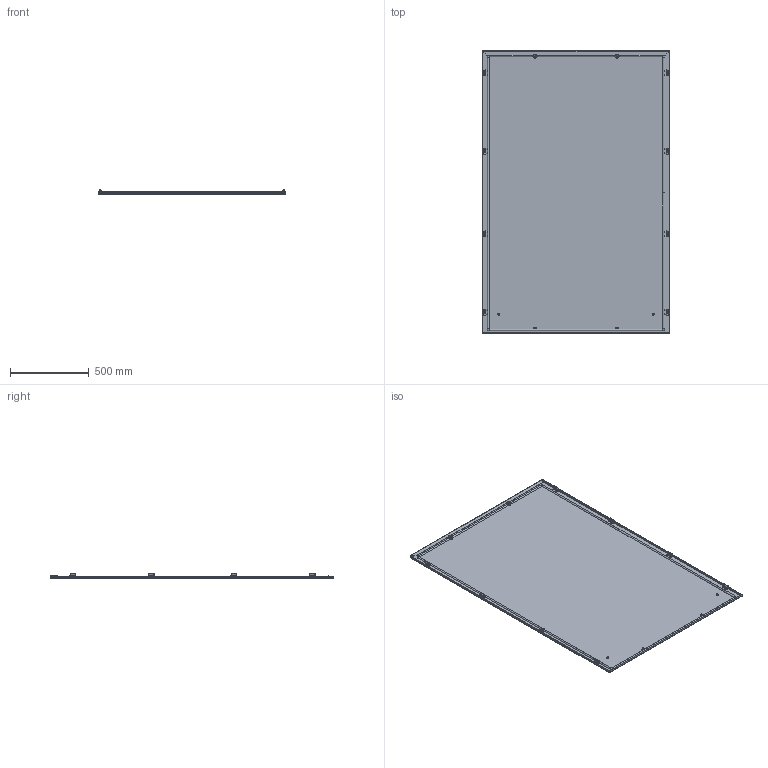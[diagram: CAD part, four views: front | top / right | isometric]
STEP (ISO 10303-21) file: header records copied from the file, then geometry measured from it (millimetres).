
FILE_DESCRIPTION (( 'STEP AP203' ), '1' );
FILE_NAME ('UR41511181240 Ñòåíêà çàäíÿÿ RS52 180.120 (000.801.416-03) .STEP', '2022-04-12T10:39:47', ( '' ), ( '' ), 'SwSTEP 2.0', 'SolidWorks 2017', '' );
FILE_SCHEMA (( 'CONFIG_CONTROL_DESIGN' ));
Length unit declared in the file: millimetre
Products named in the file (9): 029-336 Êðîíøòåéí ñòåíêè çàäíåé LC3; Óïëîòíèòåëü ÏÏÓ äëÿ ñòåíêè çàäíåé LC3_19 (180å120); Øïèëüêà çàçåìëåíèÿ CKF CS_Œ6å16; Âèíò ISO 10642 TX_Œ5å16; Âèíò ISO 7380-2 TX_Œ5å12; 000.132.169 Îñíîâàíèå ñòåíêè çàäíåé RS52 180.00_03 (180.120); 001-117 相礤朦 耱屙觇 玎漤彘 RS52 180.00_03 (180.120); 000.130.392 Ñòåíêà çàäíÿÿ RS52 180.00_03 (180.120); UR41511181240 Ñòåíêà çàäíÿÿ RS52 180.120 (000.801.416-03) 
Assembly tree (42 placements, depth 4):
  UR41511181240 Ñòåíêà çàäíÿÿ RS52 180.120 (000.801.416-03) 
    000.130.392 Ñòåíêà çàäíÿÿ RS52 180.00_03 (180.120)
      000.132.169 Îñíîâàíèå ñòåíêè çàäíåé RS52 180.00_03 (180.120)
        001-117 相礤朦 耱屙觇 玎漤彘 RS52 180.00_03 (180.120)
        Øïèëüêà çàçåìëåíèÿ CKF CS_Œ6å16  x2
      Óïëîòíèòåëü ÏÏÓ äëÿ ñòåíêè çàäíåé LC3_19 (180å120)
    029-336 Êðîíøòåéí ñòåíêè çàäíåé LC3  x8
    Âèíò ISO 10642 TX_Œ5å16  x16
    Âèíò ISO 7380-2 TX_Œ5å12  x12
Bounding box: 1196.8 x 1797 x 30.97 mm (x, y, z)
Volume: 3540775.7 mm3; surface area: 4746846.4 mm2
Topology: 40 solids, 40 shells, 1804 faces, 5426 edges, 3726 vertices
Faces by surface type: cylinder 813, plane 599, cone 172, torus 154, bspline 66
Entity records: 16335 total; most frequent: CARTESIAN_POINT 4287, DIRECTION 2306, ORIENTED_EDGE 2032, EDGE_CURVE 1016, AXIS2_PLACEMENT_3D 976, VERTEX_POINT 633, CIRCLE 519, EDGE_LOOP 487
